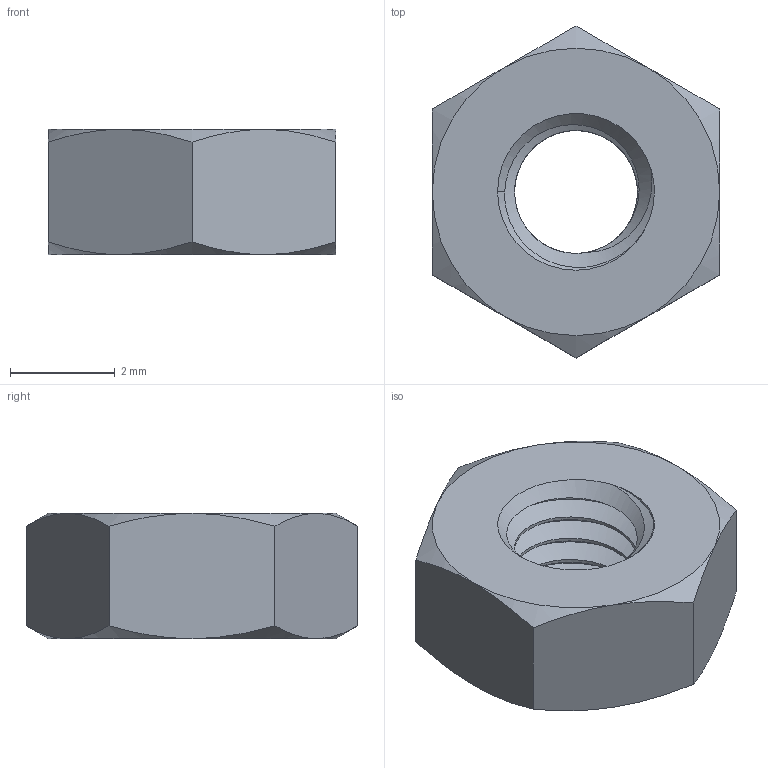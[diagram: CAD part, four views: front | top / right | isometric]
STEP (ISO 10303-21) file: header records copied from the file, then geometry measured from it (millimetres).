
FILE_DESCRIPTION(/* description */ (''),/* implementation_level */ '2;1');
FILE_NAME(/* name */ 'M3 Nut.step',/* time_stamp */ '2018-07-18T16:00:24+02:00',/* author */ ('boelle'),/* organization */ (''),/* preprocessor_version */ 'ST-DEVELOPER v17',/* originating_system */ 'Autodesk Translation Framework v7.1.0.215',/* authorisation */ '');
FILE_SCHEMA (('AUTOMOTIVE_DESIGN { 1 0 10303 214 3 1 1 }'));
Length unit declared in the file: millimetre
Products named in the file (2): M3 Nut; 91828A211
Assembly tree (1 placements, depth 2):
  M3 Nut
    91828A211
Bounding box: 5.5 x 6.35 x 2.4 mm (x, y, z)
Volume: 48.6 mm3; surface area: 116.3 mm2
Topology: 1 solids, 1 shells, 38 faces, 92 edges, 56 vertices
Faces by surface type: cone 16, cylinder 11, plane 9, bspline 2
Full cylindrical faces by diameter (mm): 2.35 x3, 3 x4
Entity records: 2114 total; most frequent: CARTESIAN_POINT 1284, ORIENTED_EDGE 184, DIRECTION 140, EDGE_CURVE 92, AXIS2_PLACEMENT_3D 60, VERTEX_POINT 56, EDGE_LOOP 40, FACE_OUTER_BOUND 38
